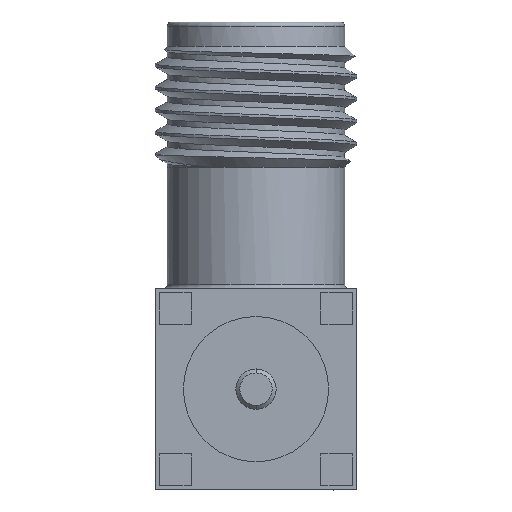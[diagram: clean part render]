
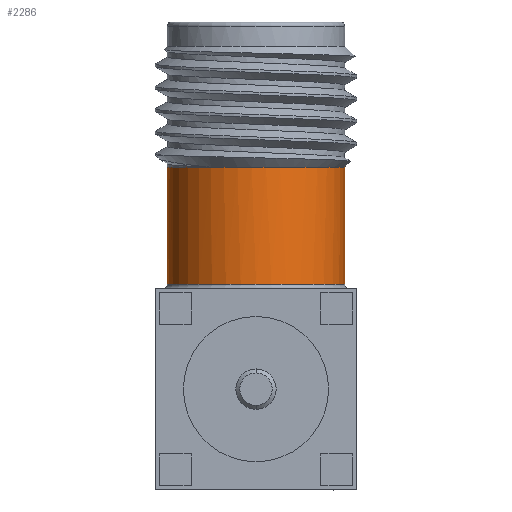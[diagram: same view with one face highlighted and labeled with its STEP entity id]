
A CAD part, front view. The second image highlights one B-rep face of the part: STEP entity #2286.
In plain terms, the highlighted cylindrical face has radius 2.791 mm (diameter 5.582 mm), a full revolution.
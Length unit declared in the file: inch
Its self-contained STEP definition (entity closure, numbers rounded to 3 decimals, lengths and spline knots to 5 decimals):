
#44 = CARTESIAN_POINT ( 'NONE',  ( -0.10937, -0.01438, 0.27495 ) ) ;
#108 = CYLINDRICAL_SURFACE ( 'NONE', #1688, 0.10989 ) ;
#139 = DIRECTION ( 'NONE',  ( 0., 0., 1. ) ) ;
#161 = EDGE_CURVE ( 'NONE', #1870, #759, #3139, .T. ) ;
#173 = CARTESIAN_POINT ( 'NONE',  ( 0., 0., -0.055 ) ) ;
#370 = CARTESIAN_POINT ( 'NONE',  ( -0.10989, 0.01933, 0.275 ) ) ;
#498 = VERTEX_POINT ( 'NONE', #768 ) ;
#513 = CARTESIAN_POINT ( 'NONE',  ( -0.03883, -0.10458, 0.275 ) ) ;
#526 = ORIENTED_EDGE ( 'NONE', *, *, #161, .T. ) ;
#556 = CARTESIAN_POINT ( 'NONE',  ( 0.08547, 0.07169, 0.275 ) ) ;
#650 = EDGE_CURVE ( 'NONE', #4183, #4379, #4398, .T. ) ;
#672 = B_SPLINE_CURVE_WITH_KNOTS ( 'NONE', 3,
 ( #3890, #370, #815, #1777 ),
 .UNSPECIFIED., .F., .F.,
 ( 4, 4 ),
 ( 0., 1. ),
 .UNSPECIFIED. ) ;
#677 = CARTESIAN_POINT ( 'NONE',  ( -0.08542, -0.07155, 0.275 ) ) ;
#725 = CARTESIAN_POINT ( 'NONE',  ( -0.05612, -0.09447, 0.27501 ) ) ;
#759 = VERTEX_POINT ( 'NONE', #1947 ) ;
#768 = CARTESIAN_POINT ( 'NONE',  ( -0.05538, 0.09491, 0.275 ) ) ;
#793 = CARTESIAN_POINT ( 'NONE',  ( 0.03802, -0.10488, 0.275 ) ) ;
#796 = VERTEX_POINT ( 'NONE', #1315 ) ;
#815 = CARTESIAN_POINT ( 'NONE',  ( -0.10467, 0.03864, 0.275 ) ) ;
#858 = CARTESIAN_POINT ( 'NONE',  ( -0.10988, 0., 0.275 ) ) ;
#860 = CARTESIAN_POINT ( 'NONE',  ( 0.10473, 0.03842, 0.275 ) ) ;
#862 = CARTESIAN_POINT ( 'NONE',  ( -0.05543, -0.09488, 0.275 ) ) ;
#901 = CARTESIAN_POINT ( 'NONE',  ( -0.01965, -0.10981, 0.275 ) ) ;
#918 = DIRECTION ( 'NONE',  ( 1., 0., 0. ) ) ;
#924 = B_SPLINE_CURVE_WITH_KNOTS ( 'NONE', 3,
 ( #1483, #2237, #1135, #4255, #2495, #793, #2215, #901, #513, #862 ),
 .UNSPECIFIED., .F., .F.,
 ( 4, 2, 2, 2, 4 ),
 ( 0., 0.2009, 0.40181, 0.60271, 0.80361 ),
 .UNSPECIFIED. ) ;
#946 = B_SPLINE_CURVE_WITH_KNOTS ( 'NONE', 3,
 ( #985, #3829, #961, #2032, #3163, #3437 ),
 .UNSPECIFIED., .F., .F.,
 ( 4, 2, 4 ),
 ( 0.50674, 0.75337, 1. ),
 .UNSPECIFIED. ) ;
#961 = CARTESIAN_POINT ( 'NONE',  ( -0.0811, 0.07474, 0.27495 ) ) ;
#985 = CARTESIAN_POINT ( 'NONE',  ( -0.09485, 0.05548, 0.275 ) ) ;
#1055 = EDGE_CURVE ( 'NONE', #759, #3397, #3690, .T. ) ;
#1060 = ORIENTED_EDGE ( 'NONE', *, *, #1143, .T. ) ;
#1135 = CARTESIAN_POINT ( 'NONE',  ( 0.10473, -0.03843, 0.275 ) ) ;
#1143 = EDGE_CURVE ( 'NONE', #498, #796, #4423, .T. ) ;
#1229 = CIRCLE ( 'NONE', #3519, 0.10989 ) ;
#1264 = DIRECTION ( 'NONE',  ( 1., 0., 0. ) ) ;
#1315 = CARTESIAN_POINT ( 'NONE',  ( 0.10989, 0., 0.275 ) ) ;
#1412 = ORIENTED_EDGE ( 'NONE', *, *, #1906, .T. ) ;
#1457 = CARTESIAN_POINT ( 'NONE',  ( -0.10989, -0.00633, 0.27496 ) ) ;
#1483 = CARTESIAN_POINT ( 'NONE',  ( 0.10989, 0., 0.275 ) ) ;
#1484 = EDGE_CURVE ( 'NONE', #1870, #2051, #2463, .T. ) ;
#1496 = CARTESIAN_POINT ( 'NONE',  ( 0.10989, 0., 0.13 ) ) ;
#1525 = DIRECTION ( 'NONE',  ( 0., 0., 1. ) ) ;
#1568 = ORIENTED_EDGE ( 'NONE', *, *, #3907, .T. ) ;
#1593 = CARTESIAN_POINT ( 'NONE',  ( 0.07139, 0.08572, 0.275 ) ) ;
#1688 = AXIS2_PLACEMENT_3D ( 'NONE', #173, #1525, #1937 ) ;
#1731 = EDGE_CURVE ( 'NONE', #796, #2051, #924, .T. ) ;
#1777 = CARTESIAN_POINT ( 'NONE',  ( -0.09485, 0.05548, 0.275 ) ) ;
#1805 = CARTESIAN_POINT ( 'NONE',  ( -0.10145, -0.04419, 0.27496 ) ) ;
#1870 = VERTEX_POINT ( 'NONE', #2606 ) ;
#1896 = CARTESIAN_POINT ( 'NONE',  ( 0.01884, 0.10995, 0.275 ) ) ;
#1906 = EDGE_CURVE ( 'NONE', #4379, #4183, #1229, .T. ) ;
#1937 = DIRECTION ( 'NONE',  ( 1., 0., 0. ) ) ;
#1947 = CARTESIAN_POINT ( 'NONE',  ( -0.09485, -0.05548, 0.275 ) ) ;
#2032 = CARTESIAN_POINT ( 'NONE',  ( -0.06727, 0.0874, 0.27495 ) ) ;
#2051 = VERTEX_POINT ( 'NONE', #2785 ) ;
#2131 = ORIENTED_EDGE ( 'NONE', *, *, #1484, .F. ) ;
#2163 = CARTESIAN_POINT ( 'NONE',  ( -0.09485, -0.05548, 0.275 ) ) ;
#2215 = CARTESIAN_POINT ( 'NONE',  ( 0.0188, -0.10996, 0.275 ) ) ;
#2237 = CARTESIAN_POINT ( 'NONE',  ( 0.10989, -0.01923, 0.275 ) ) ;
#2255 = CARTESIAN_POINT ( 'NONE',  ( -0.0196, 0.10982, 0.275 ) ) ;
#2286 = ADVANCED_FACE ( 'NONE', ( #2982, #3283 ), #108, .T. ) ;
#2305 = CARTESIAN_POINT ( 'NONE',  ( 0.03806, 0.10486, 0.275 ) ) ;
#2463 =( BOUNDED_CURVE ( )  B_SPLINE_CURVE ( 2, ( #725, #3294, #2882 ),
 .UNSPECIFIED., .F., .T. ) 
 B_SPLINE_CURVE_WITH_KNOTS ( ( 3, 3 ),
 ( 0.58924, 0.58936 ),
 .UNSPECIFIED. ) 
 CURVE ( )  GEOMETRIC_REPRESENTATION_ITEM ( )  RATIONAL_B_SPLINE_CURVE ( ( 0.997, 0.998, 0.999 ) ) 
 REPRESENTATION_ITEM ( '' )  );
#2495 = CARTESIAN_POINT ( 'NONE',  ( 0.07137, -0.08574, 0.275 ) ) ;
#2606 = CARTESIAN_POINT ( 'NONE',  ( -0.05612, -0.09447, 0.27501 ) ) ;
#2649 = CARTESIAN_POINT ( 'NONE',  ( -0.05538, 0.09491, 0.275 ) ) ;
#2693 = ORIENTED_EDGE ( 'NONE', *, *, #1731, .T. ) ;
#2785 = CARTESIAN_POINT ( 'NONE',  ( -0.05543, -0.09488, 0.275 ) ) ;
#2795 = CARTESIAN_POINT ( 'NONE',  ( -0.09485, -0.05548, 0.275 ) ) ;
#2797 = CARTESIAN_POINT ( 'NONE',  ( -0.09485, 0.05548, 0.275 ) ) ;
#2882 = CARTESIAN_POINT ( 'NONE',  ( -0.05543, -0.09488, 0.275 ) ) ;
#2945 = CARTESIAN_POINT ( 'NONE',  ( -0.03878, 0.1046, 0.275 ) ) ;
#2982 = FACE_OUTER_BOUND ( 'NONE', #4392, .T. ) ;
#3005 = CARTESIAN_POINT ( 'NONE',  ( 0.10989, 0.01922, 0.275 ) ) ;
#3139 = B_SPLINE_CURVE_WITH_KNOTS ( 'NONE', 3,
 ( #3873, #3573, #677, #2795 ),
 .UNSPECIFIED., .F., .F.,
 ( 4, 4 ),
 ( 0.8064, 0.99928 ),
 .UNSPECIFIED. ) ;
#3146 = EDGE_CURVE ( 'NONE', #3397, #3969, #672, .T. ) ;
#3163 = CARTESIAN_POINT ( 'NONE',  ( -0.06075, 0.09178, 0.27497 ) ) ;
#3247 = CARTESIAN_POINT ( 'NONE',  ( -0.10517, -0.03329, 0.27495 ) ) ;
#3267 = ORIENTED_EDGE ( 'NONE', *, *, #650, .T. ) ;
#3283 = FACE_OUTER_BOUND ( 'NONE', #4033, .T. ) ;
#3294 = CARTESIAN_POINT ( 'NONE',  ( -0.05577, -0.09467, 0.27501 ) ) ;
#3393 = DIRECTION ( 'NONE',  ( 0., 0., 1. ) ) ;
#3397 = VERTEX_POINT ( 'NONE', #858 ) ;
#3437 = CARTESIAN_POINT ( 'NONE',  ( -0.05538, 0.09491, 0.275 ) ) ;
#3519 = AXIS2_PLACEMENT_3D ( 'NONE', #4370, #139, #1264 ) ;
#3573 = CARTESIAN_POINT ( 'NONE',  ( -0.07199, -0.08505, 0.275 ) ) ;
#3690 = B_SPLINE_CURVE_WITH_KNOTS ( 'NONE', 3,
 ( #2163, #1805, #3247, #44, #1457, #3968 ),
 .UNSPECIFIED., .F., .F.,
 ( 4, 2, 4 ),
 ( 0., 0.5, 1. ),
 .UNSPECIFIED. ) ;
#3720 = CARTESIAN_POINT ( 'NONE',  ( 0., 0., 0.13 ) ) ;
#3791 = ORIENTED_EDGE ( 'NONE', *, *, #3146, .T. ) ;
#3797 = ORIENTED_EDGE ( 'NONE', *, *, #1055, .T. ) ;
#3829 = CARTESIAN_POINT ( 'NONE',  ( -0.08843, 0.06643, 0.27496 ) ) ;
#3873 = CARTESIAN_POINT ( 'NONE',  ( -0.05612, -0.09447, 0.27501 ) ) ;
#3890 = CARTESIAN_POINT ( 'NONE',  ( -0.10988, 0., 0.275 ) ) ;
#3907 = EDGE_CURVE ( 'NONE', #3969, #498, #946, .T. ) ;
#3968 = CARTESIAN_POINT ( 'NONE',  ( -0.10988, 0., 0.275 ) ) ;
#3969 = VERTEX_POINT ( 'NONE', #2797 ) ;
#4033 = EDGE_LOOP ( 'NONE', ( #1412, #3267 ) ) ;
#4163 = CARTESIAN_POINT ( 'NONE',  ( -0.10989, 0., 0.13 ) ) ;
#4183 = VERTEX_POINT ( 'NONE', #4163 ) ;
#4255 = CARTESIAN_POINT ( 'NONE',  ( 0.08546, -0.07171, 0.275 ) ) ;
#4370 = CARTESIAN_POINT ( 'NONE',  ( 0., 0., 0.13 ) ) ;
#4379 = VERTEX_POINT ( 'NONE', #1496 ) ;
#4392 = EDGE_LOOP ( 'NONE', ( #1060, #2693, #2131, #526, #3797, #3791, #1568 ) ) ;
#4398 = CIRCLE ( 'NONE', #4470, 0.10989 ) ;
#4423 = B_SPLINE_CURVE_WITH_KNOTS ( 'NONE', 3,
 ( #2649, #2945, #2255, #1896, #2305, #1593, #556, #860, #3005, #4432 ),
 .UNSPECIFIED., .F., .F.,
 ( 4, 2, 2, 2, 4 ),
 ( 0., 0.25, 0.5, 0.75, 1. ),
 .UNSPECIFIED. ) ;
#4432 = CARTESIAN_POINT ( 'NONE',  ( 0.10989, 0., 0.275 ) ) ;
#4470 = AXIS2_PLACEMENT_3D ( 'NONE', #3720, #3393, #918 ) ;
